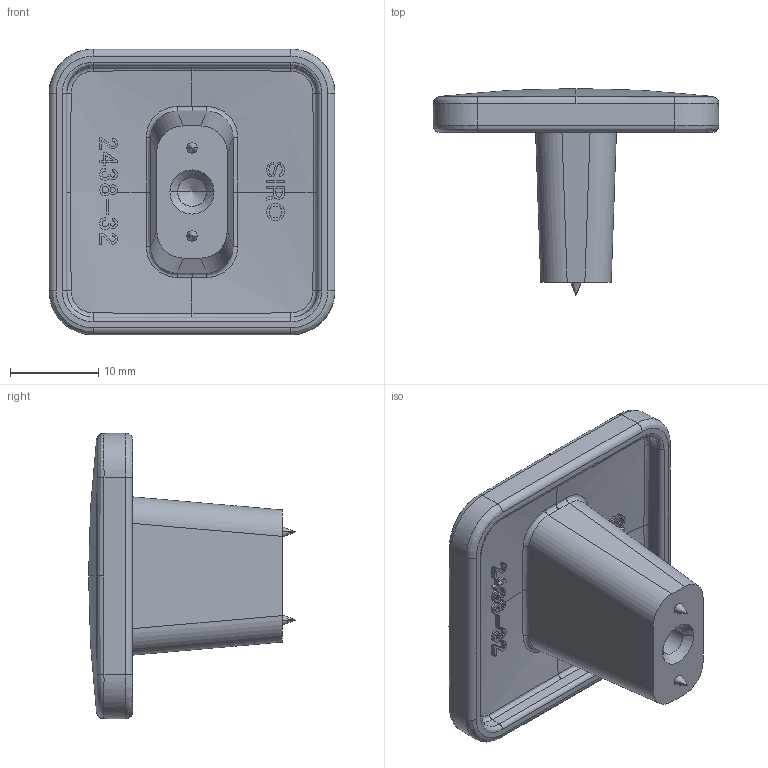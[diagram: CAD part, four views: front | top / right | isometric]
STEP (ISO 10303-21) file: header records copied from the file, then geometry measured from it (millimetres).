
FILE_DESCRIPTION(('Creo Elements/Direct Modeling STEP Export'),'2;1');
FILE_NAME('2438-32.stp','2021-12-20T11:49:20',(''),(''),'Creo Elements/Direct Modeling STEP processor for AP214 (Solid Model)','Creo Elements/Direct Modeling 20.0 12-Nov-2016 (C) Parametric Technology GmbH','');
FILE_SCHEMA(('AUTOMOTIVE_DESIGN { 1 0 10303 214 1 1 1 1 }'));
Products named in the file (2): ZN-10421
Assembly tree (1 placements, depth 2):
  ZN-10421
    ZN-10421
Bounding box: 32.47 x 23.5 x 32.47 mm (x, y, z)
Volume: 5167.3 mm3; surface area: 3654.1 mm2
Topology: 1 solids, 1 shells, 622 faces, 1758 edges, 1150 vertices
Faces by surface type: plane 519, bspline 71, cylinder 24, cone 8
Entity records: 43978 total; most frequent: CARTESIAN_POINT 29515, ORIENTED_EDGE 3504, EDGE_CURVE 1752, DIRECTION 1695, VERTEX_POINT 1150, B_SPLINE_CURVE_WITH_KNOTS 1104, SURFACE_CURVE 1020, EDGE_LOOP 640
